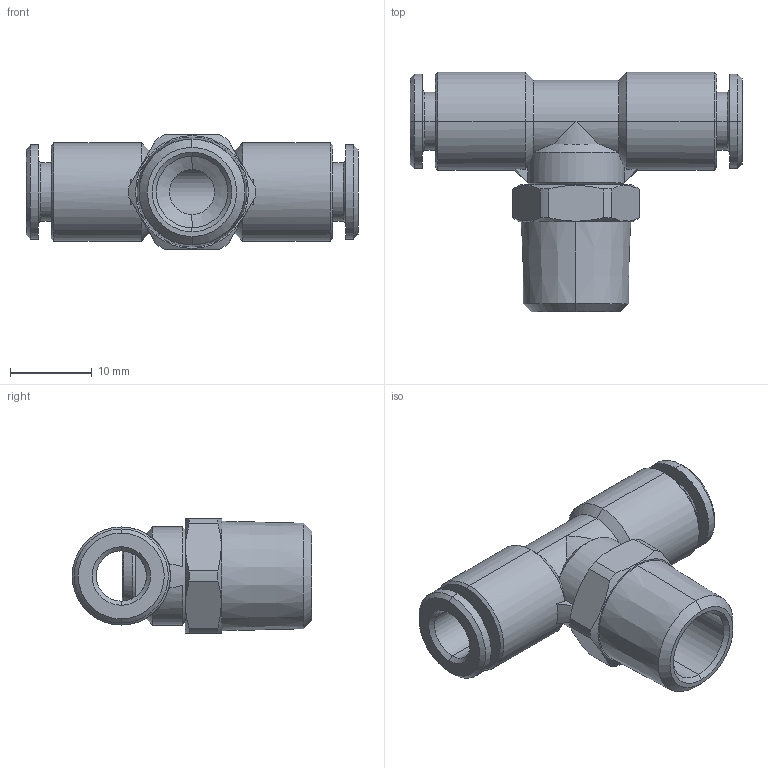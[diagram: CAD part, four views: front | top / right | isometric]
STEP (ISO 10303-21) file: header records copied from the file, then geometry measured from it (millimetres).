
FILE_DESCRIPTION (( 'STEP AP203' ), '1' );
FILE_NAME ('B0110032.STEP', '2011-03-30T09:57:54', ( '' ), ( 'sopra-pneumatic' ), 'SwSTEP 2.0', 'SolidWorks 2009', '' );
FILE_SCHEMA (( 'CONFIG_CONTROL_DESIGN' ));
Length unit declared in the file: millimetre
Products named in the file (1): B0110032
Bounding box: 40.6 x 29.3 x 14 mm (x, y, z)
Volume: 4375.5 mm3; surface area: 4068.6 mm2
Topology: 1 solids, 1 shells, 120 faces, 285 edges, 174 vertices
Faces by surface type: cone 43, cylinder 40, plane 37
Entity records: 3661 total; most frequent: CARTESIAN_POINT 817, DIRECTION 597, ORIENTED_EDGE 570, EDGE_CURVE 285, AXIS2_PLACEMENT_3D 238, VERTEX_POINT 174, EDGE_LOOP 131, LINE 121
